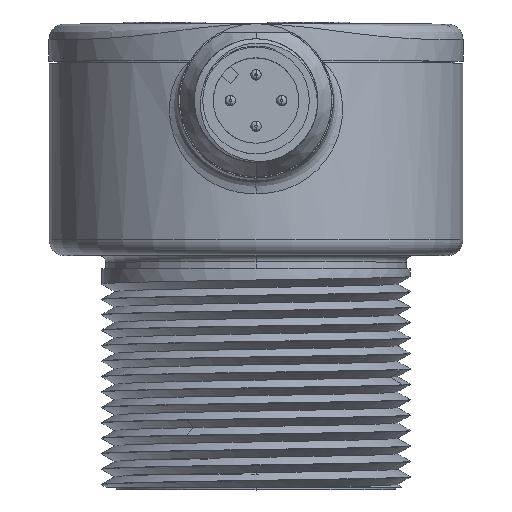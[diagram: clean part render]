
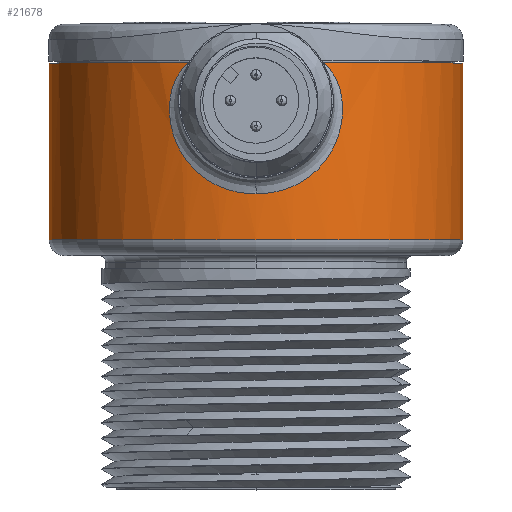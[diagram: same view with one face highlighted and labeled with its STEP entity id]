
A CAD part, top view. The second image highlights one B-rep face of the part: STEP entity #21678.
In plain terms, the highlighted cylindrical face has radius 20.091 mm (diameter 40.183 mm), a partial arc.
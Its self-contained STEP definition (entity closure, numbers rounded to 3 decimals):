
#17762=CARTESIAN_POINT('',(0.,-9.906,0.));
#17763=DIRECTION('',(0.,-1.,0.));
#17764=DIRECTION('',(1.,0.,0.));
#17765=AXIS2_PLACEMENT_3D('',#17762,#17763,#17764);
#17770=CARTESIAN_POINT('',(-6.511,7.264,19.007));
#17771=CARTESIAN_POINT('',(-6.713,7.117,
18.938));
#17772=CARTESIAN_POINT('',(-7.098,6.754,
18.799));
#17773=CARTESIAN_POINT('',(-7.637,6.013,
18.586));
#17774=CARTESIAN_POINT('',(-8.072,5.057,
18.4));
#17775=CARTESIAN_POINT('',(-8.355,3.912,
18.272));
#17776=CARTESIAN_POINT('',(-8.444,2.622,
18.231));
#17777=CARTESIAN_POINT('',(-8.306,1.243,
18.295));
#17778=CARTESIAN_POINT('',(-7.926,-0.149,
18.465));
#17779=CARTESIAN_POINT('',(-7.303,-1.476,
18.723));
#17780=CARTESIAN_POINT('',(-6.458,-2.666,
19.034));
#17781=CARTESIAN_POINT('',(-5.427,-3.67,
19.356));
#17782=CARTESIAN_POINT('',(-4.243,-4.462,
19.652));
#17783=CARTESIAN_POINT('',(-2.938,-5.032,
19.891));
#17784=CARTESIAN_POINT('',(-1.514,-5.383,
20.052));
#17785=CARTESIAN_POINT('',(-0.514,-5.46,20.091));
#17786=CARTESIAN_POINT('',(0.,-5.461,20.091));
#17791=CARTESIAN_POINT('',(0.,7.264,0.));
#17792=DIRECTION('',(0.,-1.,0.));
#17793=DIRECTION('',(1.,0.,0.));
#17794=AXIS2_PLACEMENT_3D('',#17791,#17792,#17793);
#17807=CARTESIAN_POINT('',(0.,7.264,0.));
#17808=DIRECTION('',(0.,-1.,0.));
#17809=DIRECTION('',(-0.324,0.,0.946));
#17810=AXIS2_PLACEMENT_3D('',#17807,#17808,#17809);
#17892=CARTESIAN_POINT('',(6.511,7.264,19.007));
#17893=CARTESIAN_POINT('',(6.714,7.117,18.938));
#17894=CARTESIAN_POINT('',(7.099,6.753,18.799));
#17895=CARTESIAN_POINT('',(7.638,6.01,18.585));
#17896=CARTESIAN_POINT('',(8.073,5.055,18.399));
#17897=CARTESIAN_POINT('',(8.356,3.909,18.272));
#17898=CARTESIAN_POINT('',(8.444,2.619,18.231));
#17899=CARTESIAN_POINT('',(8.306,1.241,18.295));
#17900=CARTESIAN_POINT('',(7.925,-0.151,
18.465));
#17901=CARTESIAN_POINT('',(7.302,-1.478,
18.723));
#17902=CARTESIAN_POINT('',(6.458,-2.668,
19.034));
#17903=CARTESIAN_POINT('',(5.426,-3.671,
19.356));
#17904=CARTESIAN_POINT('',(4.243,-4.462,
19.652));
#17905=CARTESIAN_POINT('',(2.938,-5.033,
19.891));
#17906=CARTESIAN_POINT('',(1.514,-5.383,
20.052));
#17907=CARTESIAN_POINT('',(0.514,-5.46,20.091));
#17908=CARTESIAN_POINT('',(0.,-5.461,20.091));
#21302=DIRECTION('',(0.,-1.,0.));
#21303=VECTOR('',#21302,17.17);
#21304=CARTESIAN_POINT('',(-20.091,7.264,0.));
#21305=LINE('',#21304,#21303);
#21317=DIRECTION('',(0.,1.,0.));
#21318=VECTOR('',#21317,17.17);
#21319=CARTESIAN_POINT('',(20.091,-9.906,0.));
#21320=LINE('',#21319,#21318);
#21332=CARTESIAN_POINT('',(-20.091,-9.906,0.));
#21333=CARTESIAN_POINT('',(20.091,-9.906,0.));
#21334=VERTEX_POINT('',#21332);
#21335=VERTEX_POINT('',#21333);
#21336=CARTESIAN_POINT('',(20.091,7.264,0.));
#21337=VERTEX_POINT('',#21336);
#21342=CARTESIAN_POINT('',(6.511,7.264,19.007));
#21343=VERTEX_POINT('',#21342);
#21348=CARTESIAN_POINT('',(-6.511,7.264,19.007));
#21349=VERTEX_POINT('',#21348);
#21350=CARTESIAN_POINT('',(-20.091,7.264,0.));
#21351=VERTEX_POINT('',#21350);
#21585=VERTEX_POINT('',#17908);
#21658=CARTESIAN_POINT('',(0.,7.608,0.));
#21659=DIRECTION('',(0.,-1.,0.));
#21660=DIRECTION('',(-1.,0.,0.));
#21661=AXIS2_PLACEMENT_3D('',#21658,#21659,#21660);
#21662=CYLINDRICAL_SURFACE('',#21661,20.091);
#21664=ORIENTED_EDGE('',*,*,#21663,.F.);
#21666=ORIENTED_EDGE('',*,*,#21665,.F.);
#21667=ORIENTED_EDGE('',*,*,#21645,.T.);
#21669=ORIENTED_EDGE('',*,*,#21668,.F.);
#21671=ORIENTED_EDGE('',*,*,#21670,.F.);
#21673=ORIENTED_EDGE('',*,*,#21672,.T.);
#21675=ORIENTED_EDGE('',*,*,#21674,.F.);
#21676=EDGE_LOOP('',(#21664,#21666,#21667,#21669,#21671,#21673,#21675));
#21677=FACE_OUTER_BOUND('',#21676,.F.);
#17766=CIRCLE('',#17765,20.091);
#17787=B_SPLINE_CURVE_WITH_KNOTS('',3,(#17770,#17771,#17772,#17773,#17774,
#17775,#17776,#17777,#17778,#17779,#17780,#17781,#17782,#17783,#17784,#17785,
#17786),.UNSPECIFIED.,.F.,.F.,(4,1,1,1,1,1,1,1,1,1,1,1,1,1,4),(0.,
0.071,0.143,0.214,0.286,
0.357,0.429,0.5,0.571,0.643,
0.714,0.786,0.857,0.929,1.),
.UNSPECIFIED.);
#17795=CIRCLE('',#17794,20.091);
#17811=CIRCLE('',#17810,20.091);
#17909=B_SPLINE_CURVE_WITH_KNOTS('',3,(#17892,#17893,#17894,#17895,#17896,
#17897,#17898,#17899,#17900,#17901,#17902,#17903,#17904,#17905,#17906,#17907,
#17908),.UNSPECIFIED.,.F.,.F.,(4,1,1,1,1,1,1,1,1,1,1,1,1,1,4),(0.,
0.071,0.143,0.214,0.286,
0.357,0.429,0.5,0.571,0.643,
0.714,0.786,0.857,0.929,1.),
.UNSPECIFIED.);
#21645=EDGE_CURVE('',#21335,#21334,#17766,.T.);
#21663=EDGE_CURVE('',#21337,#21343,#17795,.T.);
#21665=EDGE_CURVE('',#21335,#21337,#21320,.T.);
#21668=EDGE_CURVE('',#21351,#21334,#21305,.T.);
#21670=EDGE_CURVE('',#21349,#21351,#17811,.T.);
#21672=EDGE_CURVE('',#21349,#21585,#17787,.T.);
#21674=EDGE_CURVE('',#21343,#21585,#17909,.T.);
#21678=ADVANCED_FACE('',(#21677),#21662,.T.);
